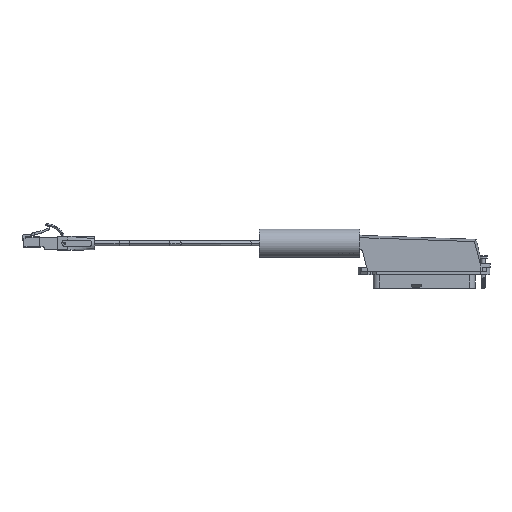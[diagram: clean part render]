
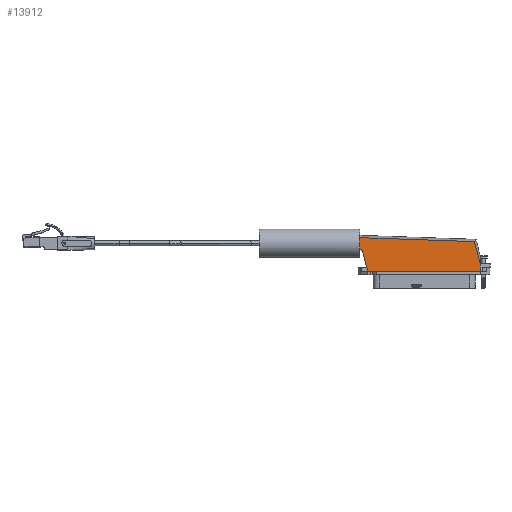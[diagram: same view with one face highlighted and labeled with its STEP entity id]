
A CAD part, top view. The second image highlights one B-rep face of the part: STEP entity #13912.
In plain terms, the highlighted face is planar.
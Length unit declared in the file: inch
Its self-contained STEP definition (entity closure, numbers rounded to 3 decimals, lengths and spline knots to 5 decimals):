
#65 = B_SPLINE_CURVE_WITH_KNOTS ( 'NONE', 3,
 ( #28315, #28322, #28331, #28313 ),
 .UNSPECIFIED., .F., .F.,
 ( 4, 4 ),
 ( 0., 0.85495 ),
 .UNSPECIFIED. ) ;
#3106 = DIRECTION ( 'NONE',  ( 0., 0., 1. ) ) ;
#3109 = DIRECTION ( 'NONE',  ( 0., 1., 0. ) ) ;
#3116 = PLANE ( 'NONE',  #34688 ) ;
#3125 = CARTESIAN_POINT ( 'NONE',  ( -1.39764, -0.3, 0.94488 ) ) ;
#6579 = CARTESIAN_POINT ( 'NONE',  ( 1.52969, -0.3, 0.45207 ) ) ;
#6582 = CARTESIAN_POINT ( 'NONE',  ( 1.62628, -0.3, 0.37795 ) ) ;
#6583 = CARTESIAN_POINT ( 'NONE',  ( 1.69715, -0.3, 0.09587 ) ) ;
#6591 = CARTESIAN_POINT ( 'NONE',  ( 1.39764, -0.3, 0.94488 ) ) ;
#6592 = CARTESIAN_POINT ( 'NONE',  ( 1.69715, -0.3, 0.37795 ) ) ;
#6602 = CARTESIAN_POINT ( 'NONE',  ( -1.39764, -0.3, 0.74803 ) ) ;
#6608 = CARTESIAN_POINT ( 'NONE',  ( -1.24995, -0.3, 0.19685 ) ) ;
#6609 = CARTESIAN_POINT ( 'NONE',  ( -1.39764, -0.3, 0.94488 ) ) ;
#13473 = EDGE_CURVE ( 'NONE', #24029, #24038, #33949, .T. ) ;
#13474 = EDGE_CURVE ( 'NONE', #24038, #24028, #33946, .T. ) ;
#13475 = EDGE_CURVE ( 'NONE', #24028, #24025, #33951, .T. ) ;
#13476 = EDGE_CURVE ( 'NONE', #24025, #24037, #33953, .T. ) ;
#13477 = EDGE_CURVE ( 'NONE', #24055, #24037, #33954, .T. ) ;
#13478 = EDGE_CURVE ( 'NONE', #24055, #24048, #33948, .T. ) ;
#13479 = EDGE_CURVE ( 'NONE', #24054, #24048, #33958, .T. ) ;
#13480 = EDGE_CURVE ( 'NONE', #24054, #24029, #65, .T. ) ;
#13912 = ADVANCED_FACE ( 'NONE', ( #36737 ), #3116, .F. ) ;
#24025 = VERTEX_POINT ( 'NONE', #6579 ) ;
#24028 = VERTEX_POINT ( 'NONE', #6582 ) ;
#24029 = VERTEX_POINT ( 'NONE', #6583 ) ;
#24037 = VERTEX_POINT ( 'NONE', #6591 ) ;
#24038 = VERTEX_POINT ( 'NONE', #6592 ) ;
#24048 = VERTEX_POINT ( 'NONE', #6602 ) ;
#24054 = VERTEX_POINT ( 'NONE', #6608 ) ;
#24055 = VERTEX_POINT ( 'NONE', #6609 ) ;
#24125 = EDGE_LOOP ( 'NONE', ( #27955, #27956, #27957, #27958, #27959, #27960, #27961, #27962 ) ) ;
#27955 = ORIENTED_EDGE ( 'NONE', *, *, #13473, .T. ) ;
#27956 = ORIENTED_EDGE ( 'NONE', *, *, #13474, .T. ) ;
#27957 = ORIENTED_EDGE ( 'NONE', *, *, #13475, .T. ) ;
#27958 = ORIENTED_EDGE ( 'NONE', *, *, #13476, .T. ) ;
#27959 = ORIENTED_EDGE ( 'NONE', *, *, #13477, .F. ) ;
#27960 = ORIENTED_EDGE ( 'NONE', *, *, #13478, .T. ) ;
#27961 = ORIENTED_EDGE ( 'NONE', *, *, #13479, .F. ) ;
#27962 = ORIENTED_EDGE ( 'NONE', *, *, #13480, .T. ) ;
#28098 = CARTESIAN_POINT ( 'NONE',  ( 1.39764, -0.3, 0.94488 ) ) ;
#28313 = CARTESIAN_POINT ( 'NONE',  ( 1.69715, -0.3, 0.09587 ) ) ;
#28315 = CARTESIAN_POINT ( 'NONE',  ( -1.24995, -0.3, 0.19685 ) ) ;
#28320 = DIRECTION ( 'NONE',  ( -0.259, 0., 0.966 ) ) ;
#28322 = CARTESIAN_POINT ( 'NONE',  ( -0.26758, -0.3, 0.16319 ) ) ;
#28324 = CARTESIAN_POINT ( 'NONE',  ( -1.01458, -0.3, -0.68154 ) ) ;
#28327 = DIRECTION ( 'NONE',  ( 0., 0., -1. ) ) ;
#28329 = DIRECTION ( 'NONE',  ( 1., 0., 0. ) ) ;
#28331 = CARTESIAN_POINT ( 'NONE',  ( 0.71478, -0.3, 0.12953 ) ) ;
#28333 = CARTESIAN_POINT ( 'NONE',  ( -1.39764, -0.3, 0.94488 ) ) ;
#28335 = DIRECTION ( 'NONE',  ( -0.259, 0., 0.966 ) ) ;
#28337 = DIRECTION ( 'NONE',  ( 0., 0., 1. ) ) ;
#28339 = DIRECTION ( 'NONE',  ( 0., 1., 0. ) ) ;
#28341 = CARTESIAN_POINT ( 'NONE',  ( 1.62628, -0.3, 0.47795 ) ) ;
#28343 = CARTESIAN_POINT ( 'NONE',  ( -1.39764, -0.3, 0.94488 ) ) ;
#28348 = DIRECTION ( 'NONE',  ( -1., 0., 0. ) ) ;
#33946 = LINE ( 'NONE', #38254, #33952 ) ;
#33948 = LINE ( 'NONE', #28343, #33959 ) ;
#33949 = LINE ( 'NONE', #38260, #33950 ) ;
#33950 = VECTOR ( 'NONE', #38247, 39.37008 ) ;
#33951 = CIRCLE ( 'NONE', #34521, 0.1 ) ;
#33952 = VECTOR ( 'NONE', #28348, 39.37008 ) ;
#33953 = LINE ( 'NONE', #28098, #33955 ) ;
#33954 = LINE ( 'NONE', #28333, #33957 ) ;
#33955 = VECTOR ( 'NONE', #28335, 39.37008 ) ;
#33957 = VECTOR ( 'NONE', #28329, 39.37008 ) ;
#33958 = LINE ( 'NONE', #28324, #33961 ) ;
#33959 = VECTOR ( 'NONE', #28327, 39.37008 ) ;
#33961 = VECTOR ( 'NONE', #28320, 39.37008 ) ;
#34521 = AXIS2_PLACEMENT_3D ( 'NONE', #28341, #28339, #28337 ) ;
#34688 = AXIS2_PLACEMENT_3D ( 'NONE', #3125, #3109, #3106 ) ;
#36737 = FACE_OUTER_BOUND ( 'NONE', #24125, .T. ) ;
#38247 = DIRECTION ( 'NONE',  ( 0., 0., 1. ) ) ;
#38254 = CARTESIAN_POINT ( 'NONE',  ( 1.62628, -0.3, 0.37795 ) ) ;
#38260 = CARTESIAN_POINT ( 'NONE',  ( 1.69715, -0.3, 0.07874 ) ) ;
